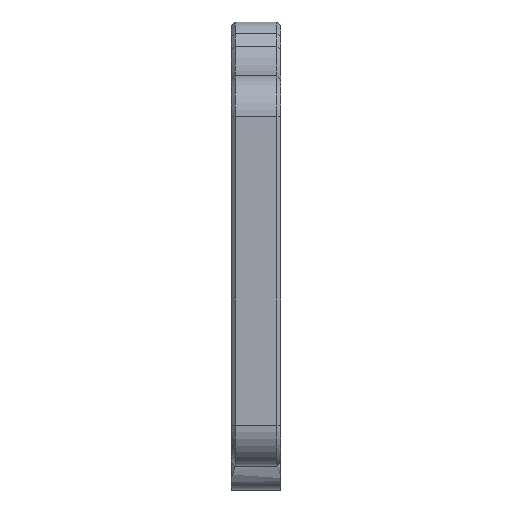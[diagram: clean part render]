
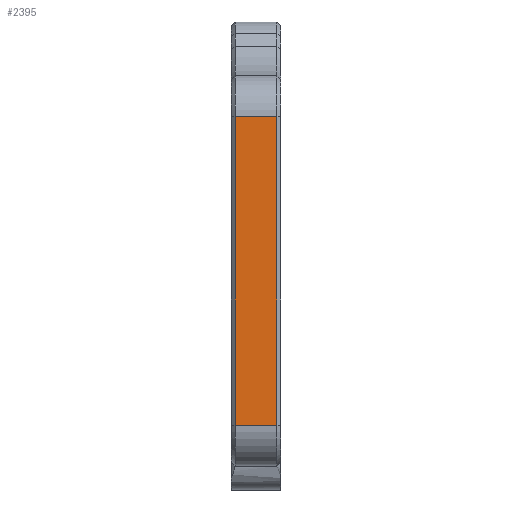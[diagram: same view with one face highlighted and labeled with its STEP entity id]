
A CAD part, front view. The second image highlights one B-rep face of the part: STEP entity #2395.
In plain terms, the highlighted planar face has unit normal (0, -1, 0).
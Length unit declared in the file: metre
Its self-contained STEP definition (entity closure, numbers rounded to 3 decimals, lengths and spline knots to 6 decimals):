
#264=LINE('',#4048,#480);
#265=LINE('',#4052,#481);
#266=LINE('',#4054,#482);
#267=LINE('',#4056,#483);
#480=VECTOR('',#2994,1.);
#481=VECTOR('',#2999,1.);
#482=VECTOR('',#3000,1.);
#483=VECTOR('',#3001,1.);
#834=ORIENTED_EDGE('',*,*,#1468,.T.);
#835=ORIENTED_EDGE('',*,*,#1470,.T.);
#836=ORIENTED_EDGE('',*,*,#1471,.F.);
#837=ORIENTED_EDGE('',*,*,#1472,.F.);
#1468=EDGE_CURVE('',#1782,#1781,#264,.T.);
#1470=EDGE_CURVE('',#1781,#1783,#265,.T.);
#1471=EDGE_CURVE('',#1784,#1783,#266,.T.);
#1472=EDGE_CURVE('',#1782,#1784,#267,.T.);
#1781=VERTEX_POINT('',#4047);
#1782=VERTEX_POINT('',#4049);
#1783=VERTEX_POINT('',#4053);
#1784=VERTEX_POINT('',#4055);
#1975=EDGE_LOOP('',(#834,#835,#836,#837));
#2158=FACE_BOUND('',#1975,.T.);
#2299=PLANE('',#2598);
#2395=ADVANCED_FACE('',(#2158),#2299,.T.);
#2598=AXIS2_PLACEMENT_3D('',#4051,#2997,#2998);
#2994=DIRECTION('',(1.,0.,0.));
#2997=DIRECTION('',(0.,-1.,0.));
#2998=DIRECTION('',(1.,0.,0.));
#2999=DIRECTION('',(0.,0.,1.));
#3000=DIRECTION('',(1.,0.,0.));
#3001=DIRECTION('',(0.,0.,1.));
#4047=CARTESIAN_POINT('',(0.01251,-0.13843,-0.053984));
#4048=CARTESIAN_POINT('',(0.00831,-0.13843,-0.053984));
#4049=CARTESIAN_POINT('',(0.00831,-0.13843,-0.053984));
#4051=CARTESIAN_POINT('',(0.0079,-0.13843,-0.022974));
#4052=CARTESIAN_POINT('',(0.01251,-0.13843,-0.022974));
#4053=CARTESIAN_POINT('',(0.01251,-0.13843,-0.022984));
#4054=CARTESIAN_POINT('',(0.00831,-0.13843,-0.022984));
#4055=CARTESIAN_POINT('',(0.00831,-0.13843,-0.022984));
#4056=CARTESIAN_POINT('',(0.00831,-0.13843,-0.038484));
